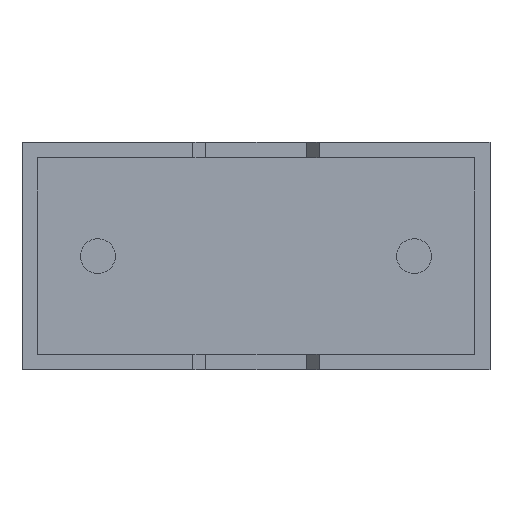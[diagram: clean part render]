
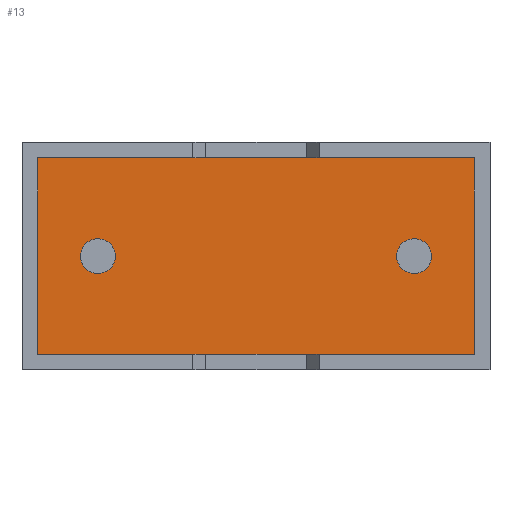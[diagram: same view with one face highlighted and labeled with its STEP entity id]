
A CAD part, front view. The second image highlights one B-rep face of the part: STEP entity #13.
In plain terms, the highlighted planar face has unit normal (0, -1, 0).
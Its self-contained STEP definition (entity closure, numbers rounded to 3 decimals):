
#13 = ADVANCED_FACE ( 'NONE', ( #1025, #127, #1075 ), #373, .T. ) ;
#24 = DIRECTION ( 'NONE',  ( 0., 0., -1. ) ) ;
#51 = EDGE_CURVE ( 'NONE', #2311, #2943, #2388, .T. ) ;
#73 = DIRECTION ( 'NONE',  ( 0., 0., -1. ) ) ;
#80 = ORIENTED_EDGE ( 'NONE', *, *, #3015, .T. ) ;
#118 = CARTESIAN_POINT ( 'NONE',  ( 6.2, 0.75, 2.075 ) ) ;
#127 = FACE_OUTER_BOUND ( 'NONE', #421, .T. ) ;
#137 = AXIS2_PLACEMENT_3D ( 'NONE', #3006, #1366, #1522 ) ;
#146 = CIRCLE ( 'NONE', #394, 0.275 ) ;
#153 = DIRECTION ( 'NONE',  ( -1., 0., 0. ) ) ;
#176 = VECTOR ( 'NONE', #1705, 1000. ) ;
#208 = LINE ( 'NONE', #1531, #1135 ) ;
#235 = CIRCLE ( 'NONE', #137, 0.275 ) ;
#257 = CARTESIAN_POINT ( 'NONE',  ( 0.247, 0.75, 0.247 ) ) ;
#345 = ORIENTED_EDGE ( 'NONE', *, *, #1542, .F. ) ;
#370 = VERTEX_POINT ( 'NONE', #782 ) ;
#373 = PLANE ( 'NONE',  #716 ) ;
#394 = AXIS2_PLACEMENT_3D ( 'NONE', #398, #1341, #683 ) ;
#398 = CARTESIAN_POINT ( 'NONE',  ( 1.2, 0.75, 1.8 ) ) ;
#416 = CARTESIAN_POINT ( 'NONE',  ( 1.2, 0.75, 1.525 ) ) ;
#421 = EDGE_LOOP ( 'NONE', ( #80, #2486, #2451, #1100 ) ) ;
#497 = EDGE_CURVE ( 'NONE', #1687, #1106, #1823, .T. ) ;
#514 = EDGE_CURVE ( 'NONE', #798, #2134, #235, .T. ) ;
#568 = EDGE_LOOP ( 'NONE', ( #2475, #1111 ) ) ;
#683 = DIRECTION ( 'NONE',  ( 0., 0., -1. ) ) ;
#711 = CARTESIAN_POINT ( 'NONE',  ( 0., 0.75, 0. ) ) ;
#716 = AXIS2_PLACEMENT_3D ( 'NONE', #711, #1233, #73 ) ;
#782 = CARTESIAN_POINT ( 'NONE',  ( 0.247, 0.75, 3.353 ) ) ;
#798 = VERTEX_POINT ( 'NONE', #416 ) ;
#909 = CARTESIAN_POINT ( 'NONE',  ( 7.153, 0.75, 0.247 ) ) ;
#911 = DIRECTION ( 'NONE',  ( 0., 0., 1. ) ) ;
#913 = DIRECTION ( 'NONE',  ( 0., -1., 0. ) ) ;
#988 = CARTESIAN_POINT ( 'NONE',  ( 0.247, 0.75, 0.247 ) ) ;
#1025 = FACE_BOUND ( 'NONE', #568, .T. ) ;
#1044 = AXIS2_PLACEMENT_3D ( 'NONE', #3050, #1654, #24 ) ;
#1045 = CARTESIAN_POINT ( 'NONE',  ( 0.247, 0.75, 3.353 ) ) ;
#1061 = ORIENTED_EDGE ( 'NONE', *, *, #514, .F. ) ;
#1075 = FACE_BOUND ( 'NONE', #1125, .T. ) ;
#1100 = ORIENTED_EDGE ( 'NONE', *, *, #1428, .T. ) ;
#1106 = VERTEX_POINT ( 'NONE', #118 ) ;
#1111 = ORIENTED_EDGE ( 'NONE', *, *, #497, .F. ) ;
#1125 = EDGE_LOOP ( 'NONE', ( #345, #1061 ) ) ;
#1135 = VECTOR ( 'NONE', #911, 1000. ) ;
#1222 = VECTOR ( 'NONE', #1974, 1000. ) ;
#1233 = DIRECTION ( 'NONE',  ( 0., -1., 0. ) ) ;
#1309 = CARTESIAN_POINT ( 'NONE',  ( 7.153, 0.75, 3.353 ) ) ;
#1341 = DIRECTION ( 'NONE',  ( 0., -1., 0. ) ) ;
#1344 = CARTESIAN_POINT ( 'NONE',  ( 1.2, 0.75, 2.075 ) ) ;
#1366 = DIRECTION ( 'NONE',  ( 0., -1., 0. ) ) ;
#1428 = EDGE_CURVE ( 'NONE', #2830, #370, #2540, .T. ) ;
#1519 = AXIS2_PLACEMENT_3D ( 'NONE', #2304, #913, #2353 ) ;
#1522 = DIRECTION ( 'NONE',  ( 0., 0., -1. ) ) ;
#1531 = CARTESIAN_POINT ( 'NONE',  ( 7.153, 0.75, 0.247 ) ) ;
#1533 = VECTOR ( 'NONE', #153, 1000. ) ;
#1542 = EDGE_CURVE ( 'NONE', #2134, #798, #146, .T. ) ;
#1654 = DIRECTION ( 'NONE',  ( 0., -1., 0. ) ) ;
#1687 = VERTEX_POINT ( 'NONE', #2890 ) ;
#1705 = DIRECTION ( 'NONE',  ( 1., 0., 0. ) ) ;
#1823 = CIRCLE ( 'NONE', #1519, 0.275 ) ;
#1974 = DIRECTION ( 'NONE',  ( 0., 0., -1. ) ) ;
#1995 = LINE ( 'NONE', #1045, #1222 ) ;
#2134 = VERTEX_POINT ( 'NONE', #1344 ) ;
#2273 = CARTESIAN_POINT ( 'NONE',  ( 7.153, 0.75, 3.353 ) ) ;
#2304 = CARTESIAN_POINT ( 'NONE',  ( 6.2, 0.75, 1.8 ) ) ;
#2311 = VERTEX_POINT ( 'NONE', #988 ) ;
#2353 = DIRECTION ( 'NONE',  ( 0., 0., -1. ) ) ;
#2383 = CIRCLE ( 'NONE', #1044, 0.275 ) ;
#2388 = LINE ( 'NONE', #257, #176 ) ;
#2428 = EDGE_CURVE ( 'NONE', #2943, #2830, #208, .T. ) ;
#2451 = ORIENTED_EDGE ( 'NONE', *, *, #2428, .T. ) ;
#2475 = ORIENTED_EDGE ( 'NONE', *, *, #2546, .F. ) ;
#2486 = ORIENTED_EDGE ( 'NONE', *, *, #51, .T. ) ;
#2540 = LINE ( 'NONE', #1309, #1533 ) ;
#2546 = EDGE_CURVE ( 'NONE', #1106, #1687, #2383, .T. ) ;
#2830 = VERTEX_POINT ( 'NONE', #2273 ) ;
#2890 = CARTESIAN_POINT ( 'NONE',  ( 6.2, 0.75, 1.525 ) ) ;
#2943 = VERTEX_POINT ( 'NONE', #909 ) ;
#3006 = CARTESIAN_POINT ( 'NONE',  ( 1.2, 0.75, 1.8 ) ) ;
#3015 = EDGE_CURVE ( 'NONE', #370, #2311, #1995, .T. ) ;
#3050 = CARTESIAN_POINT ( 'NONE',  ( 6.2, 0.75, 1.8 ) ) ;
